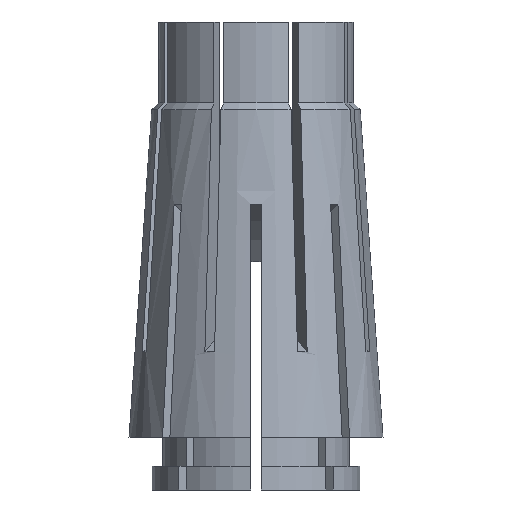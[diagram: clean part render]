
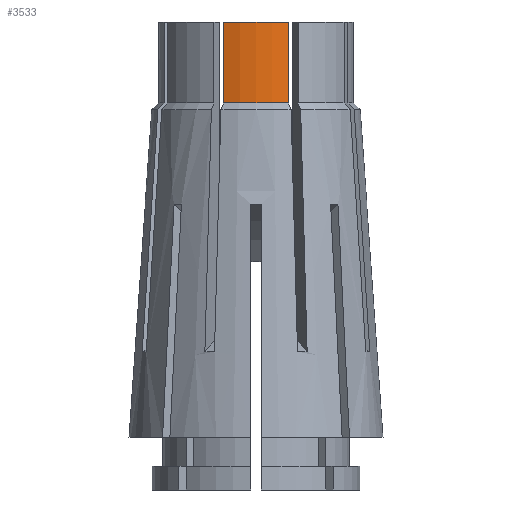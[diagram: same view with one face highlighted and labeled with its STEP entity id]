
A CAD part, front view. The second image highlights one B-rep face of the part: STEP entity #3533.
In plain terms, the highlighted cylindrical face has radius 9.4 mm (diameter 18.8 mm), a partial arc.
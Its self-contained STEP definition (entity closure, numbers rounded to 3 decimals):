
#32 = VECTOR ( 'NONE', #4140, 1000. ) ;
#83 = VERTEX_POINT ( 'NONE', #4694 ) ;
#162 = DIRECTION ( 'NONE',  ( 0., 0., 1. ) ) ;
#278 = LINE ( 'NONE', #1869, #4213 ) ;
#288 = CARTESIAN_POINT ( 'NONE',  ( 0., 0., 0. ) ) ;
#591 = CARTESIAN_POINT ( 'NONE',  ( -3.13, -8.864, 0. ) ) ;
#607 = CYLINDRICAL_SURFACE ( 'NONE', #1091, 9.4 ) ;
#650 = ORIENTED_EDGE ( 'NONE', *, *, #1166, .F. ) ;
#664 = ORIENTED_EDGE ( 'NONE', *, *, #4379, .F. ) ;
#727 = ORIENTED_EDGE ( 'NONE', *, *, #1204, .T. ) ;
#732 = FACE_OUTER_BOUND ( 'NONE', #3052, .T. ) ;
#753 = CARTESIAN_POINT ( 'NONE',  ( -3.13, -8.864, 0. ) ) ;
#772 = VERTEX_POINT ( 'NONE', #591 ) ;
#788 = ORIENTED_EDGE ( 'NONE', *, *, #3305, .T. ) ;
#1091 = AXIS2_PLACEMENT_3D ( 'NONE', #288, #162, #1697 ) ;
#1166 = EDGE_CURVE ( 'NONE', #3106, #2382, #278, .T. ) ;
#1204 = EDGE_CURVE ( 'NONE', #772, #83, #2107, .T. ) ;
#1315 = CIRCLE ( 'NONE', #4136, 9.4 ) ;
#1697 = DIRECTION ( 'NONE',  ( 1., 0., 0. ) ) ;
#1738 = DIRECTION ( 'NONE',  ( 1., 0., 0. ) ) ;
#1847 = CARTESIAN_POINT ( 'NONE',  ( 0., 0., -7.8 ) ) ;
#1853 = DIRECTION ( 'NONE',  ( 1., 0., 0. ) ) ;
#1869 = CARTESIAN_POINT ( 'NONE',  ( 3.13, -8.864, 0. ) ) ;
#1904 = CARTESIAN_POINT ( 'NONE',  ( 0., 0., 0. ) ) ;
#1972 = DIRECTION ( 'NONE',  ( 0., 0., 1. ) ) ;
#2065 = DIRECTION ( 'NONE',  ( 0., 0., 1. ) ) ;
#2107 = LINE ( 'NONE', #753, #32 ) ;
#2352 = CIRCLE ( 'NONE', #4215, 9.4 ) ;
#2382 = VERTEX_POINT ( 'NONE', #4678 ) ;
#2821 = DIRECTION ( 'NONE',  ( 0., 0., -1. ) ) ;
#3052 = EDGE_LOOP ( 'NONE', ( #650, #664, #727, #788 ) ) ;
#3106 = VERTEX_POINT ( 'NONE', #4260 ) ;
#3305 = EDGE_CURVE ( 'NONE', #83, #2382, #2352, .T. ) ;
#3533 = ADVANCED_FACE ( 'NONE', ( #732 ), #607, .T. ) ;
#4136 = AXIS2_PLACEMENT_3D ( 'NONE', #1904, #1972, #1853 ) ;
#4140 = DIRECTION ( 'NONE',  ( 0., 0., -1. ) ) ;
#4213 = VECTOR ( 'NONE', #2821, 1000. ) ;
#4215 = AXIS2_PLACEMENT_3D ( 'NONE', #1847, #2065, #1738 ) ;
#4260 = CARTESIAN_POINT ( 'NONE',  ( 3.13, -8.864, 0. ) ) ;
#4379 = EDGE_CURVE ( 'NONE', #772, #3106, #1315, .T. ) ;
#4678 = CARTESIAN_POINT ( 'NONE',  ( 3.13, -8.864, -7.8 ) ) ;
#4694 = CARTESIAN_POINT ( 'NONE',  ( -3.13, -8.864, -7.8 ) ) ;
